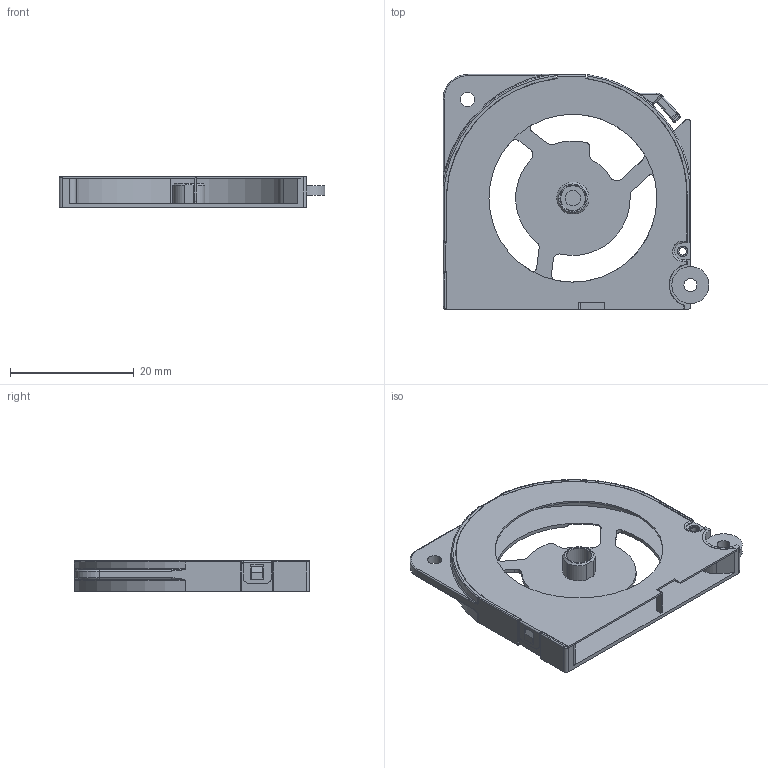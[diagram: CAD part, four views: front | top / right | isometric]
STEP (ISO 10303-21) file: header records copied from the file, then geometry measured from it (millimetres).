
FILE_DESCRIPTION (( 'STEP AP203' ), '1' );
FILE_NAME ('4005 3D 1.20.STEP', '2022-01-20T07:41:07', ( '' ), ( '' ), 'SwSTEP 2.0', 'SolidWorks 2016', '' );
FILE_SCHEMA (( 'CONFIG_CONTROL_DESIGN' ));
Length unit declared in the file: millimetre
Products named in the file (3): WBP00048-0裔啣09; 4005 3D 1.20; WBP00036-0儂褲12.08
Assembly tree (2 placements, depth 2):
  4005 3D 1.20
    WBP00036-0儂褲12.08
    WBP00048-0裔啣09
Bounding box: 43 x 38 x 5 mm (x, y, z)
Volume: 1640.6 mm3; surface area: 5135.6 mm2
Topology: 2 solids, 2 shells, 297 faces, 804 edges, 506 vertices
Faces by surface type: cylinder 135, plane 116, bspline 42, cone 4
Entity records: 10680 total; most frequent: CARTESIAN_POINT 3005, ORIENTED_EDGE 1588, DIRECTION 1528, EDGE_CURVE 794, AXIS2_PLACEMENT_3D 546, VERTEX_POINT 506, LINE 436, VECTOR 436
